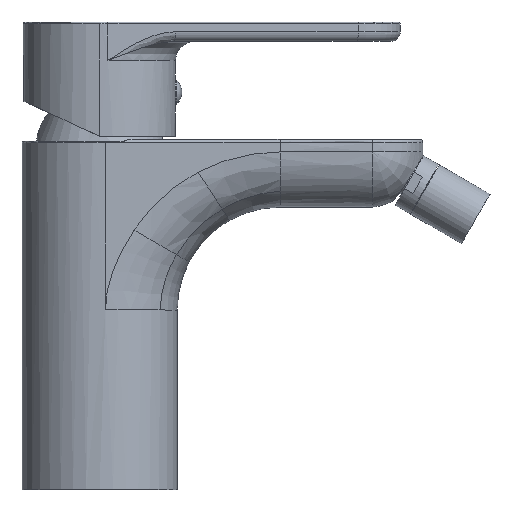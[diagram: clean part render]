
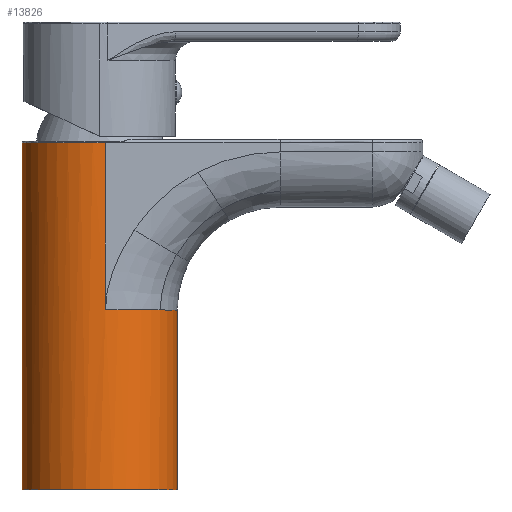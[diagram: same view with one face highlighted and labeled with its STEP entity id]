
A CAD part, top view. The second image highlights one B-rep face of the part: STEP entity #13826.
In plain terms, the highlighted cylindrical face has radius 24.5 mm (diameter 49 mm), a partial arc.
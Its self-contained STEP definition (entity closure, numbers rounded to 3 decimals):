
#2934=CARTESIAN_POINT('',(0.,0.5,0.));
#2935=DIRECTION('',(0.,-1.,0.));
#2936=DIRECTION('',(1.,0.,0.));
#2937=AXIS2_PLACEMENT_3D('',#2934,#2935,#2936);
#2939=CARTESIAN_POINT('',(0.,110.,0.));
#2940=DIRECTION('',(0.,1.,0.));
#2941=DIRECTION('',(-1.,0.,0.));
#2942=AXIS2_PLACEMENT_3D('',#2939,#2940,#2941);
#2944=DIRECTION('',(0.,1.,0.));
#2945=VECTOR('',#2944,52.287);
#2946=CARTESIAN_POINT('',(1.851,57.713,24.43));
#2947=LINE('',#2946,#2945);
#2948=CARTESIAN_POINT('',(1.851,57.177,24.43));
#2949=CARTESIAN_POINT('',(1.85,57.236,24.43));
#2950=CARTESIAN_POINT('',(1.849,57.354,24.43));
#2951=CARTESIAN_POINT('',(1.849,57.535,24.43));
#2952=CARTESIAN_POINT('',(1.85,57.654,24.43));
#2953=CARTESIAN_POINT('',(1.851,57.713,24.43));
#2955=DIRECTION('',(0.,-1.,0.));
#2956=VECTOR('',#2955,56.677);
#2957=CARTESIAN_POINT('',(24.5,57.177,0.));
#2958=LINE('',#2957,#2956);
#2968=DIRECTION('',(0.,1.,0.));
#2969=VECTOR('',#2968,109.5);
#2970=CARTESIAN_POINT('',(-24.5,0.5,0.));
#2971=LINE('',#2970,#2969);
#3006=CARTESIAN_POINT('',(0.,57.177,0.));
#3007=DIRECTION('',(0.,1.,0.));
#3008=DIRECTION('',(0.781,0.,0.625));
#3009=AXIS2_PLACEMENT_3D('',#3006,#3007,#3008);
#3019=CARTESIAN_POINT('',(0.,57.177,0.));
#3020=DIRECTION('',(0.,1.,0.));
#3021=DIRECTION('',(0.076,0.,0.997));
#3022=AXIS2_PLACEMENT_3D('',#3019,#3020,#3021);
#6362=CARTESIAN_POINT('',(24.5,57.177,0.));
#6363=VERTEX_POINT('',#6362);
#6375=CARTESIAN_POINT('',(19.125,57.177,15.313));
#6376=VERTEX_POINT('',#6375);
#6377=CARTESIAN_POINT('',(1.851,57.177,24.43));
#6378=VERTEX_POINT('',#6377);
#6380=VERTEX_POINT('',#2953);
#6399=CARTESIAN_POINT('',(1.851,110.,24.43));
#6401=VERTEX_POINT('',#6399);
#6414=CARTESIAN_POINT('',(-24.5,110.,0.));
#6415=VERTEX_POINT('',#6414);
#6756=CARTESIAN_POINT('',(24.5,0.5,0.));
#6757=CARTESIAN_POINT('',(-24.5,0.5,0.));
#6758=VERTEX_POINT('',#6756);
#6759=VERTEX_POINT('',#6757);
#13804=CARTESIAN_POINT('',(0.,110.5,0.));
#13805=DIRECTION('',(0.,-1.,0.));
#13806=DIRECTION('',(1.,0.,0.));
#13807=AXIS2_PLACEMENT_3D('',#13804,#13805,#13806);
#13808=CYLINDRICAL_SURFACE('',#13807,24.5);
#13809=ORIENTED_EDGE('',*,*,#13780,.T.);
#13811=ORIENTED_EDGE('',*,*,#13810,.T.);
#13813=ORIENTED_EDGE('',*,*,#13812,.T.);
#13815=ORIENTED_EDGE('',*,*,#13814,.F.);
#13817=ORIENTED_EDGE('',*,*,#13816,.F.);
#13819=ORIENTED_EDGE('',*,*,#13818,.T.);
#13821=ORIENTED_EDGE('',*,*,#13820,.T.);
#13823=ORIENTED_EDGE('',*,*,#13822,.T.);
#13824=EDGE_LOOP('',(#13809,#13811,#13813,#13815,#13817,#13819,#13821,#13823));
#13825=FACE_OUTER_BOUND('',#13824,.F.);
#13826=ADVANCED_FACE('',(#13825),#13808,.T.);
#2938=CIRCLE('',#2937,24.5);
#2943=CIRCLE('',#2942,24.5);
#2954=B_SPLINE_CURVE_WITH_KNOTS('',3,(#2948,#2949,#2950,#2951,#2952,#2953),
.UNSPECIFIED.,.F.,.F.,(4,1,1,4),(0.,0.333,0.667,1.),
.UNSPECIFIED.);
#3010=CIRCLE('',#3009,24.5);
#3023=CIRCLE('',#3022,24.5);
#13780=EDGE_CURVE('',#6758,#6759,#2938,.T.);
#13810=EDGE_CURVE('',#6759,#6415,#2971,.T.);
#13812=EDGE_CURVE('',#6415,#6401,#2943,.T.);
#13814=EDGE_CURVE('',#6380,#6401,#2947,.T.);
#13816=EDGE_CURVE('',#6378,#6380,#2954,.T.);
#13818=EDGE_CURVE('',#6378,#6376,#3023,.T.);
#13820=EDGE_CURVE('',#6376,#6363,#3010,.T.);
#13822=EDGE_CURVE('',#6363,#6758,#2958,.T.);
